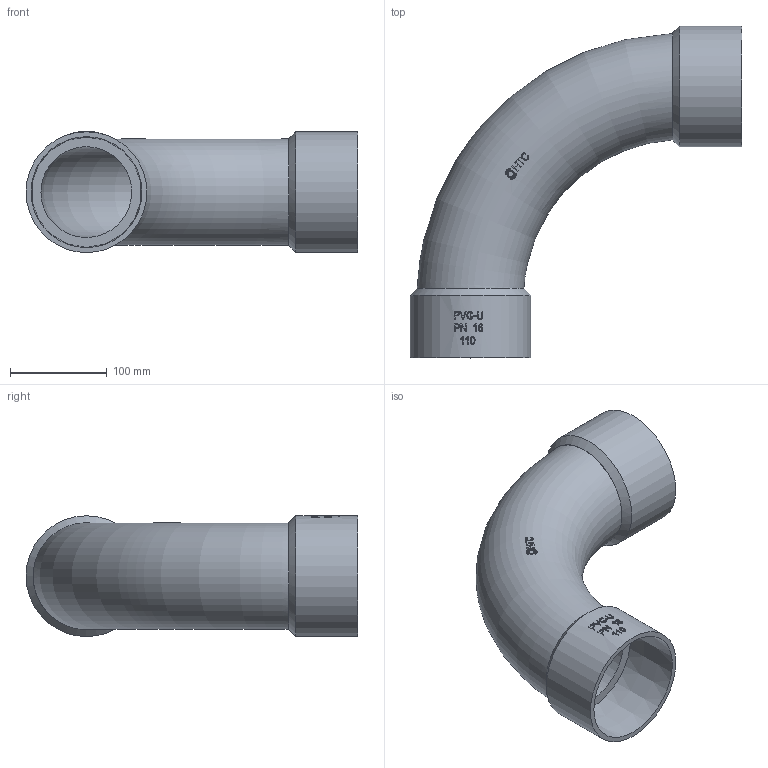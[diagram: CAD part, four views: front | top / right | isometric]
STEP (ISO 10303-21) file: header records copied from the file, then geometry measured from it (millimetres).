
FILE_DESCRIPTION(/* description */ (''),/* implementation_level */ '2;1');
FILE_NAME(/* name */ '110大弯25.1.24.stp',/* time_stamp */ '2025-01-24T16:02:52+08:00',/* author */ (''),/* organization */ (''),/* preprocessor_version */ 'ST-DEVELOPER v16',/* originating_system */ 'SIEMENS PLM Software NX 10.0',/* authorisation */ '');
FILE_SCHEMA (('AUTOMOTIVE_DESIGN { 1 0 10303 214 3 1 1 1 }'));
Length unit declared in the file: millimetre
Products named in the file (1): gelv12E48426kudk
Bounding box: 343.33 x 343.33 x 125.3 mm (x, y, z)
Volume: 1178008.1 mm3; surface area: 326580.8 mm2
Topology: 1 solids, 1 shells, 209 faces, 554 edges, 368 vertices
Faces by surface type: extrusion 76, plane 70, bspline 43, torus 9, cylinder 7, cone 4
Full cylindrical faces by diameter (mm): 125 x2
Entity records: 8920 total; most frequent: CARTESIAN_POINT 4588, ORIENTED_EDGE 1052, EDGE_CURVE 526, DIRECTION 490, B_SPLINE_CURVE_WITH_KNOTS 411, VERTEX_POINT 355, EDGE_LOOP 245, VECTOR 226
